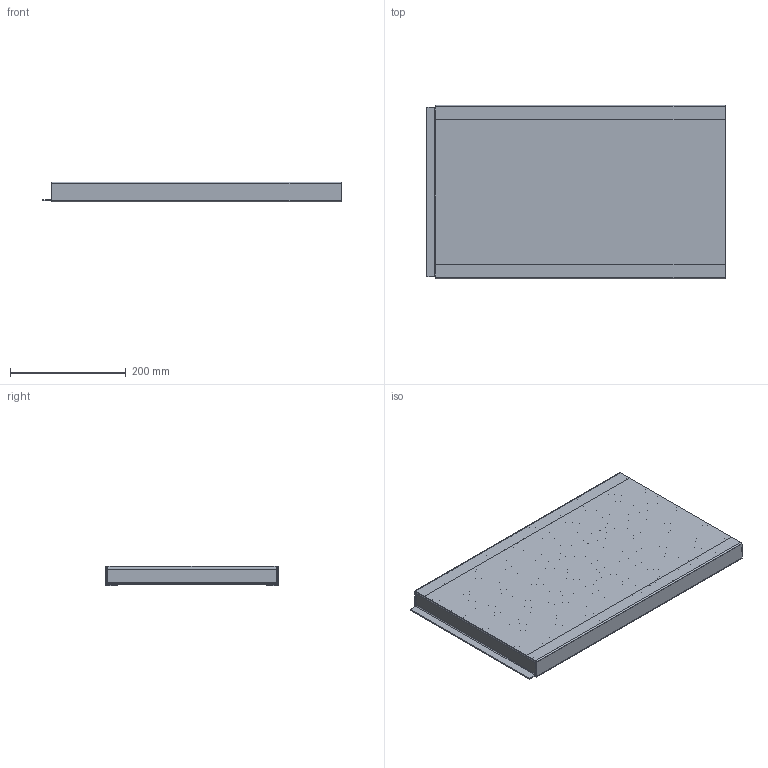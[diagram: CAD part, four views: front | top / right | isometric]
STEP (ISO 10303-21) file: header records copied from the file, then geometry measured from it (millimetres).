
FILE_DESCRIPTION(/* description */ (''),/* implementation_level */ '2;1');
FILE_NAME(/* name */ '4009003016290 Blindabdeckung 0,5m.stp',/* time_stamp */ '2015-11-18T14:48:53+01:00',/* author */ ('dpurucker'),/* organization */ (''),/* preprocessor_version */ 'ST-DEVELOPER v15.6',/* originating_system */ 'Autodesk Inventor 2015',/* authorisation */ '');
FILE_SCHEMA (('AUTOMOTIVE_DESIGN { 1 0 10303 214 3 1 1 }'));
Length unit declared in the file: millimetre
Products named in the file (5): Lochblechgehäuse 1,25mm-B299-L500; Fläche; Trägerprofil; 4009003016290 Blindabdeckung 0,5m
Bounding box: 515 x 299 x 34.5 mm (x, y, z)
Volume: 829728.7 mm3; surface area: 1014017.6 mm2
Topology: 12 solids, 12 shells, 1068 faces, 2684 edges, 1640 vertices
Faces by surface type: plane 790, cylinder 278
Entity records: 4670 total; most frequent: DIRECTION 802, CARTESIAN_POINT 785, ORIENTED_EDGE 760, EDGE_CURVE 380, LINE 304, VECTOR 304, AXIS2_PLACEMENT_3D 249, VERTEX_POINT 232
